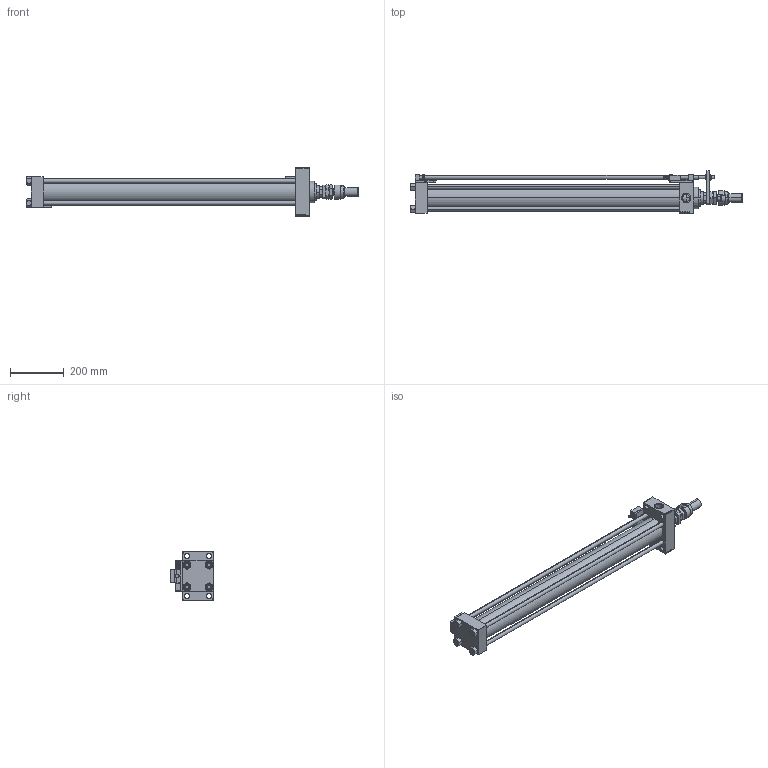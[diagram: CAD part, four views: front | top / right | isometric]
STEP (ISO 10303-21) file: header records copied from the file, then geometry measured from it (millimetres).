
FILE_DESCRIPTION (( 'STEP AP203' ), '1' );
FILE_NAME ('310f.STEP', '2023-03-27T20:12:23', ( '' ), ( '' ), 'SwSTEP 2.0', 'SolidWorks 2019', '' );
FILE_SCHEMA (( 'CONFIG_CONTROL_DESIGN' ));
Length unit declared in the file: millimetre
Products named in the file (20): V215CD_SWITCH_Q_TYC 40f15ab91514cf2afde8b432ff31d3b3; MFA 40f15ab91514cf2afde8b432ff31d3b3; V215CD_SWITCH_Q_DIMA 40f15ab91514cf2afde8b432ff31d3b3; V215CD_SWITCH_Q_MAGNET 40f15ab91514cf2afde8b432ff31d3b3; 310f; V215CD_SWITCH_Q_SWITCH 40f15ab91514cf2afde8b432ff31d3b3; V215CD_SWITCH_Q_BLOK 40f15ab91514cf2afde8b432ff31d3b3; V215CD_D_Body 40f15ab91514cf2afde8b432ff31d3b3; V215CD_NUT_M5_D 40f15ab91514cf2afde8b432ff31d3b3; V215CD_VCP_D 40f15ab91514cf2afde8b432ff31d3b3; V215CD_C_DFAS_SWITCH 40f15ab91514cf2afde8b432ff31d3b3; V215CD_SWITCH_Q_PODLOZKA_FRONT 40f15ab91514cf2afde8b432ff31d3b3; V215CD_VC_A 40f15ab91514cf2afde8b432ff31d3b3; Zatka_pro_OIL_PORT 40f15ab91514cf2afde8b432ff31d3b3; V215CD_SWITCH_Q_ZARAZKA 40f15ab91514cf2afde8b432ff31d3b3; FEMALE_PART_FOR_DFA 40f15ab91514cf2afde8b432ff31d3b3; V215CD_SWITCH_Q_NUT 40f15ab91514cf2afde8b432ff31d3b3; V215CD_SWITCH_Q_PODLOZKA_BACK 40f15ab91514cf2afde8b432ff31d3b3; V215CD_SWITCH_Q_NUT10 40f15ab91514cf2afde8b432ff31d3b3; V215CD_D_TYCINKA 40f15ab91514cf2afde8b432ff31d3b3
Assembly tree (29 placements, depth 3):
  310f
    V215CD_D_Body 40f15ab91514cf2afde8b432ff31d3b3
    V215CD_VC_A 40f15ab91514cf2afde8b432ff31d3b3
    V215CD_VCP_D 40f15ab91514cf2afde8b432ff31d3b3
    V215CD_D_TYCINKA 40f15ab91514cf2afde8b432ff31d3b3  x4
    V215CD_NUT_M5_D 40f15ab91514cf2afde8b432ff31d3b3  x4
    V215CD_SWITCH_Q_BLOK 40f15ab91514cf2afde8b432ff31d3b3  x2
    V215CD_SWITCH_Q_DIMA 40f15ab91514cf2afde8b432ff31d3b3
    V215CD_SWITCH_Q_MAGNET 40f15ab91514cf2afde8b432ff31d3b3  x2
    V215CD_SWITCH_Q_NUT 40f15ab91514cf2afde8b432ff31d3b3
    V215CD_SWITCH_Q_NUT10 40f15ab91514cf2afde8b432ff31d3b3
    V215CD_SWITCH_Q_PODLOZKA_BACK 40f15ab91514cf2afde8b432ff31d3b3
    V215CD_SWITCH_Q_PODLOZKA_FRONT 40f15ab91514cf2afde8b432ff31d3b3
    V215CD_SWITCH_Q_SWITCH 40f15ab91514cf2afde8b432ff31d3b3  x2
    V215CD_SWITCH_Q_TYC 40f15ab91514cf2afde8b432ff31d3b3
    V215CD_SWITCH_Q_ZARAZKA 40f15ab91514cf2afde8b432ff31d3b3
    V215CD_C_DFAS_SWITCH 40f15ab91514cf2afde8b432ff31d3b3
      FEMALE_PART_FOR_DFA 40f15ab91514cf2afde8b432ff31d3b3
      MFA 40f15ab91514cf2afde8b432ff31d3b3
    Zatka_pro_OIL_PORT 40f15ab91514cf2afde8b432ff31d3b3  x2
Bounding box: 1241 x 160 x 180 mm (x, y, z)
Volume: 5372058 mm3; surface area: 1228687 mm2
Topology: 28 solids, 28 shells, 1565 faces, 3836 edges, 2463 vertices
Faces by surface type: plane 742, bspline 368, cone 235, cylinder 180, torus 40
Entity records: 58378 total; most frequent: CARTESIAN_POINT 27537, ORIENTED_EDGE 6420, DIRECTION 4719, EDGE_CURVE 3210, VERTEX_POINT 2079, VECTOR 1835, LINE 1835, EDGE_LOOP 1463
